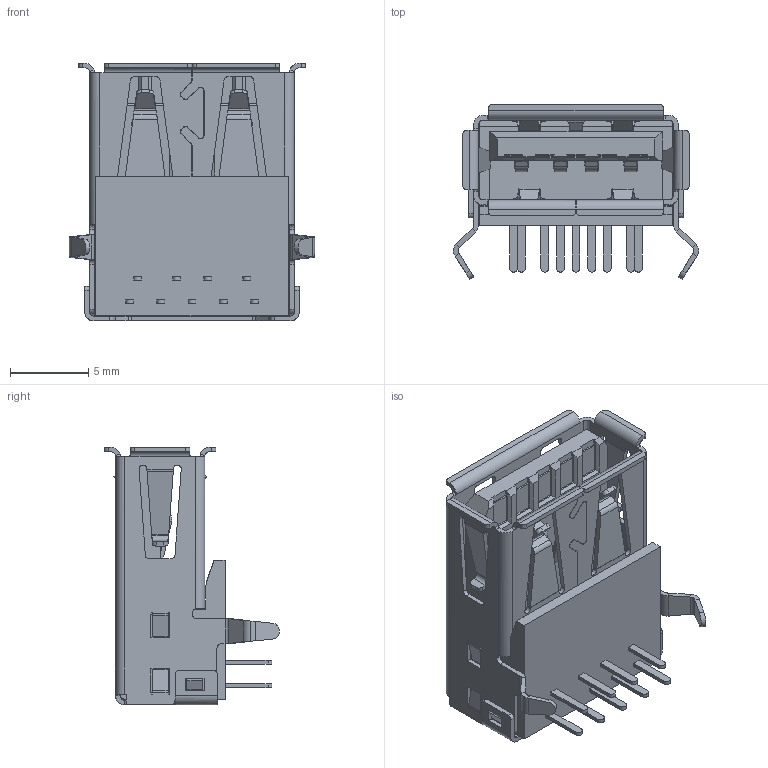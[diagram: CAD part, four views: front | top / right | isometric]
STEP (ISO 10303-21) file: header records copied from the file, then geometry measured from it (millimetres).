
FILE_DESCRIPTION (( 'STEP AP214' ), '1' );
FILE_NAME ('CUI_DEVICES_UJ3-AH-4-TH.step', '2019-10-22T13:47:27', ( '' ), ( '' ), 'SwSTEP 2.0', 'SolidWorks 2019', '' );
FILE_SCHEMA (( 'AUTOMOTIVE_DESIGN' ));
Length unit declared in the file: inch
Products named in the file (1): CUI_DEVICES_UJ3-AH-4-TH
Bounding box: 15.7 x 11.2 x 16.5 mm (x, y, z)
Volume: 887.1 mm3; surface area: 2021 mm2
Topology: 1 solids, 1 shells, 849 faces, 2317 edges, 1463 vertices
Faces by surface type: plane 538, cylinder 243, bspline 68
Entity records: 32778 total; most frequent: CARTESIAN_POINT 9720, ORIENTED_EDGE 4634, DIRECTION 4001, EDGE_CURVE 2317, VECTOR 1725, LINE 1725, VERTEX_POINT 1463, AXIS2_PLACEMENT_3D 1138
